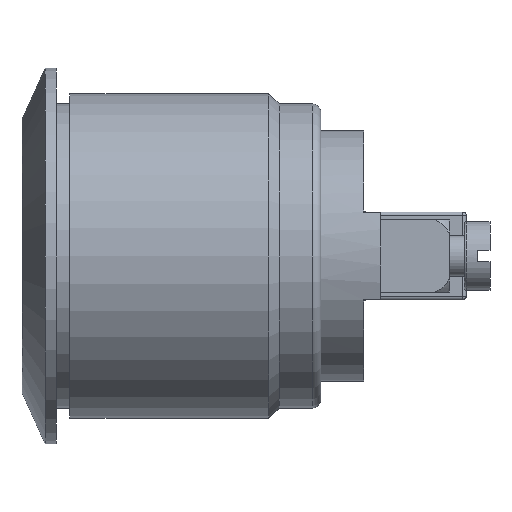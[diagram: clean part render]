
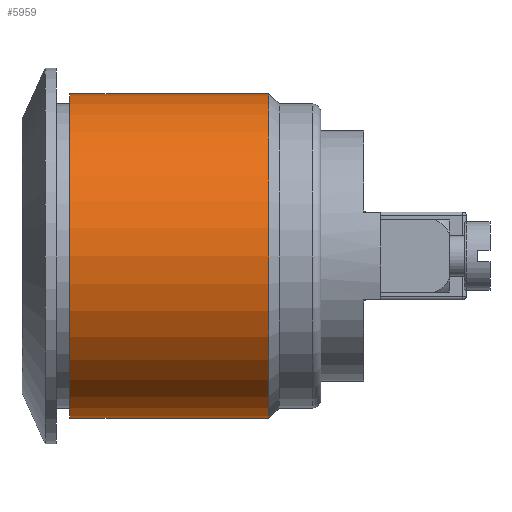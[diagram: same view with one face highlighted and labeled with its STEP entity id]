
A CAD part, left-side view. The second image highlights one B-rep face of the part: STEP entity #5959.
In plain terms, the highlighted cylindrical face has radius 9.5 mm (diameter 19 mm), a full revolution.
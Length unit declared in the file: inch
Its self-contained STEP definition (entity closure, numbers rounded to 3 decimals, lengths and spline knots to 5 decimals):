
#5905=CARTESIAN_POINT('',(0.37402,0.57874,0.));
#5906=VERTEX_POINT('',#5905);
#5907=CARTESIAN_POINT('',(0.0,0.57874,0.0));
#5908=DIRECTION('',(0.0,-1.0,0.0));
#5909=DIRECTION('',(1.0,0.0,0.0));
#5910=AXIS2_PLACEMENT_3D('',#5907,#5908,#5909);
#5911=CIRCLE('',#5910,0.37402);
#5912=EDGE_CURVE('',#5906,#5906,#5911,.T.);
#5925=CARTESIAN_POINT('',(0.37402,0.12008,0.));
#5926=VERTEX_POINT('',#5925);
#5927=CARTESIAN_POINT('',(0.0,0.12008,0.0));
#5928=DIRECTION('',(0.0,-1.0,0.0));
#5929=DIRECTION('',(-1.0,0.0,0.0));
#5930=AXIS2_PLACEMENT_3D('',#5927,#5928,#5929);
#5931=CIRCLE('',#5930,0.37402);
#5932=EDGE_CURVE('',#5926,#5926,#5931,.T.);
#5948=CARTESIAN_POINT('',(0.0,0.35335,0.0));
#5949=DIRECTION('',(0.0,-1.0,0.0));
#5950=DIRECTION('',(1.0,0.0,0.0));
#5951=AXIS2_PLACEMENT_3D('',#5948,#5949,#5950);
#5952=CYLINDRICAL_SURFACE('',#5951,0.37402);
#5953=ORIENTED_EDGE('',*,*,#5912,.T.);
#5954=EDGE_LOOP('',(#5953));
#5955=FACE_OUTER_BOUND('',#5954,.T.);
#5956=ORIENTED_EDGE('',*,*,#5932,.F.);
#5957=EDGE_LOOP('',(#5956));
#5958=FACE_BOUND('',#5957,.T.);
#5959=ADVANCED_FACE('',(#5955,#5958),#5952,.T.);
